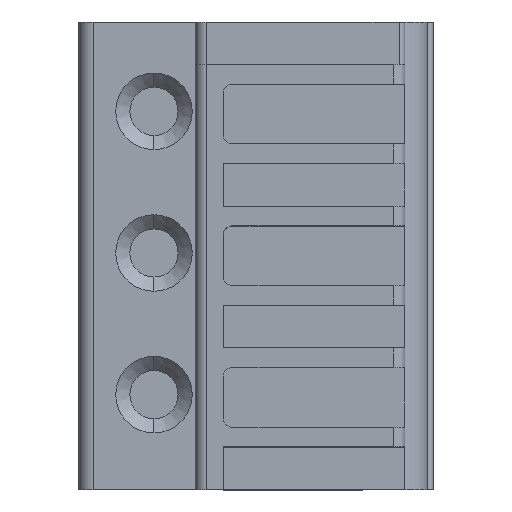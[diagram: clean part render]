
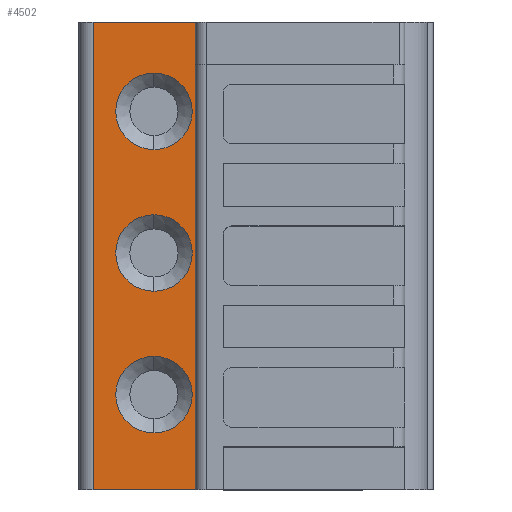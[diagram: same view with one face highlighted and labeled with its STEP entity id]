
A CAD part, top view. The second image highlights one B-rep face of the part: STEP entity #4502.
In plain terms, the highlighted planar face has unit normal (0, 0, 1).
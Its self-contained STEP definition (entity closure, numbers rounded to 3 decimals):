
#41=DIRECTION('',(0.,1.,0.));
#42=VECTOR('',#41,16.5);
#43=CARTESIAN_POINT('',(-2.15,-15.,3.3));
#44=LINE('',#43,#42);
#458=DIRECTION('',(1.,0.,0.));
#459=VECTOR('',#458,3.6);
#460=CARTESIAN_POINT('',(-5.75,1.5,3.3));
#461=LINE('',#460,#459);
#1257=DIRECTION('',(1.,0.,0.));
#1258=VECTOR('',#1257,3.6);
#1259=CARTESIAN_POINT('',(-5.75,-15.,3.3));
#1260=LINE('',#1259,#1258);
#1659=CARTESIAN_POINT('',(-3.6,-1.65,3.3));
#1660=DIRECTION('',(0.,0.,-1.));
#1661=DIRECTION('',(0.,-1.,0.));
#1662=AXIS2_PLACEMENT_3D('',#1659,#1660,#1661);
#1664=CARTESIAN_POINT('',(-3.6,-1.65,3.3));
#1665=DIRECTION('',(0.,0.,-1.));
#1666=DIRECTION('',(0.,1.,0.));
#1667=AXIS2_PLACEMENT_3D('',#1664,#1665,#1666);
#1669=CARTESIAN_POINT('',(-3.6,-6.65,3.3));
#1670=DIRECTION('',(0.,0.,-1.));
#1671=DIRECTION('',(0.,-1.,0.));
#1672=AXIS2_PLACEMENT_3D('',#1669,#1670,#1671);
#1674=CARTESIAN_POINT('',(-3.6,-6.65,3.3));
#1675=DIRECTION('',(0.,0.,-1.));
#1676=DIRECTION('',(0.,1.,0.));
#1677=AXIS2_PLACEMENT_3D('',#1674,#1675,#1676);
#1679=CARTESIAN_POINT('',(-3.6,-11.65,3.3));
#1680=DIRECTION('',(0.,0.,-1.));
#1681=DIRECTION('',(0.,-1.,0.));
#1682=AXIS2_PLACEMENT_3D('',#1679,#1680,#1681);
#1684=CARTESIAN_POINT('',(-3.6,-11.65,3.3));
#1685=DIRECTION('',(0.,0.,-1.));
#1686=DIRECTION('',(0.,1.,0.));
#1687=AXIS2_PLACEMENT_3D('',#1684,#1685,#1686);
#1689=DIRECTION('',(0.,1.,0.));
#1690=VECTOR('',#1689,16.5);
#1691=CARTESIAN_POINT('',(-5.75,-15.,3.3));
#1692=LINE('',#1691,#1690);
#1929=CARTESIAN_POINT('',(-5.75,-15.,3.3));
#1930=VERTEX_POINT('',#1929);
#1931=CARTESIAN_POINT('',(-2.15,-15.,3.3));
#1932=VERTEX_POINT('',#1931);
#2295=CARTESIAN_POINT('',(-3.6,-3.,3.3));
#2296=CARTESIAN_POINT('',(-3.6,-0.3,3.3));
#2297=VERTEX_POINT('',#2295);
#2298=VERTEX_POINT('',#2296);
#2303=CARTESIAN_POINT('',(-3.6,-8.,3.3));
#2304=CARTESIAN_POINT('',(-3.6,-5.3,3.3));
#2305=VERTEX_POINT('',#2303);
#2306=VERTEX_POINT('',#2304);
#2311=CARTESIAN_POINT('',(-3.6,-13.,3.3));
#2312=CARTESIAN_POINT('',(-3.6,-10.3,3.3));
#2313=VERTEX_POINT('',#2311);
#2314=VERTEX_POINT('',#2312);
#2361=CARTESIAN_POINT('',(-5.75,1.5,3.3));
#2362=VERTEX_POINT('',#2361);
#2363=CARTESIAN_POINT('',(-2.15,1.5,3.3));
#2364=VERTEX_POINT('',#2363);
#4473=CARTESIAN_POINT('',(-5.75,0.,3.3));
#4474=DIRECTION('',(0.,0.,1.));
#4475=DIRECTION('',(1.,0.,0.));
#4476=AXIS2_PLACEMENT_3D('',#4473,#4474,#4475);
#4477=PLANE('',#4476);
#4478=ORIENTED_EDGE('',*,*,#4467,.T.);
#4479=ORIENTED_EDGE('',*,*,#2870,.T.);
#4480=ORIENTED_EDGE('',*,*,#2465,.F.);
#4481=ORIENTED_EDGE('',*,*,#3685,.F.);
#4482=EDGE_LOOP('',(#4478,#4479,#4480,#4481));
#4483=FACE_OUTER_BOUND('',#4482,.F.);
#4485=ORIENTED_EDGE('',*,*,#4484,.F.);
#4487=ORIENTED_EDGE('',*,*,#4486,.F.);
#4488=EDGE_LOOP('',(#4485,#4487));
#4489=FACE_BOUND('',#4488,.F.);
#4491=ORIENTED_EDGE('',*,*,#4490,.F.);
#4493=ORIENTED_EDGE('',*,*,#4492,.F.);
#4494=EDGE_LOOP('',(#4491,#4493));
#4495=FACE_BOUND('',#4494,.F.);
#4497=ORIENTED_EDGE('',*,*,#4496,.F.);
#4499=ORIENTED_EDGE('',*,*,#4498,.F.);
#4500=EDGE_LOOP('',(#4497,#4499));
#4501=FACE_BOUND('',#4500,.F.);
#4502=ADVANCED_FACE('',(#4483,#4489,#4495,#4501),#4477,.T.);
#1663=CIRCLE('',#1662,1.35);
#1668=CIRCLE('',#1667,1.35);
#1673=CIRCLE('',#1672,1.35);
#1678=CIRCLE('',#1677,1.35);
#1683=CIRCLE('',#1682,1.35);
#1688=CIRCLE('',#1687,1.35);
#2465=EDGE_CURVE('',#1932,#2364,#44,.T.);
#2870=EDGE_CURVE('',#2362,#2364,#461,.T.);
#3685=EDGE_CURVE('',#1930,#1932,#1260,.T.);
#4467=EDGE_CURVE('',#1930,#2362,#1692,.T.);
#4484=EDGE_CURVE('',#2305,#2306,#1673,.T.);
#4486=EDGE_CURVE('',#2306,#2305,#1678,.T.);
#4490=EDGE_CURVE('',#2313,#2314,#1683,.T.);
#4492=EDGE_CURVE('',#2314,#2313,#1688,.T.);
#4496=EDGE_CURVE('',#2297,#2298,#1663,.T.);
#4498=EDGE_CURVE('',#2298,#2297,#1668,.T.);
